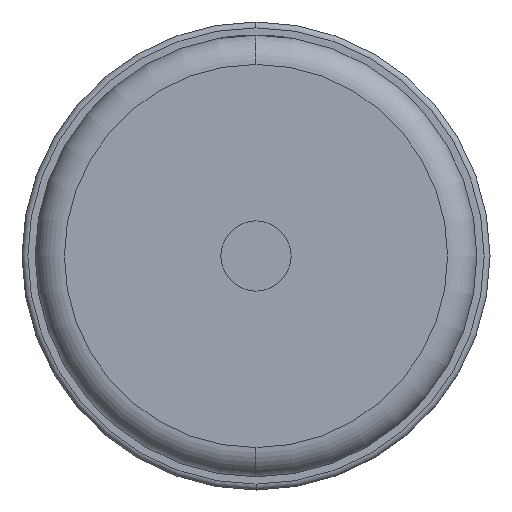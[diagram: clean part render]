
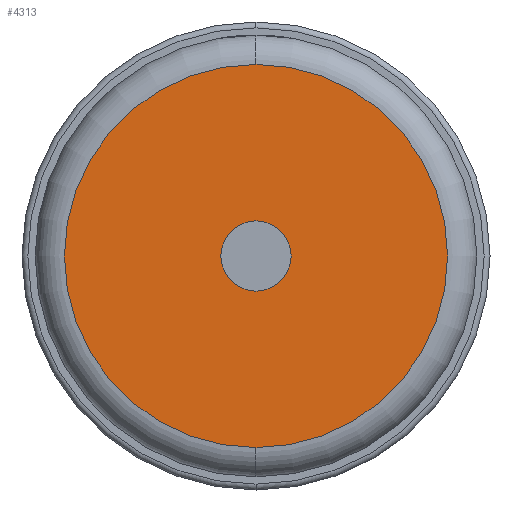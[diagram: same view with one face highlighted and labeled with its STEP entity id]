
A CAD part, left-side view. The second image highlights one B-rep face of the part: STEP entity #4313.
In plain terms, the highlighted planar face has unit normal (-1, 0, 0).
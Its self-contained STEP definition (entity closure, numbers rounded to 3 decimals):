
#193 = DIRECTION ( 'NONE',  ( -1., 0., 0. ) ) ;
#211 = FACE_OUTER_BOUND ( 'NONE', #3130, .T. ) ;
#398 = CARTESIAN_POINT ( 'NONE',  ( 0., 0., 32.75 ) ) ;
#460 = CARTESIAN_POINT ( 'NONE',  ( 0., 0., 0. ) ) ;
#541 = VERTEX_POINT ( 'NONE', #1965 ) ;
#633 = DIRECTION ( 'NONE',  ( 1., 0., 0. ) ) ;
#681 = VERTEX_POINT ( 'NONE', #3597 ) ;
#793 = CIRCLE ( 'NONE', #1147, 6. ) ;
#944 = DIRECTION ( 'NONE',  ( 0., 0., -1. ) ) ;
#1001 = PLANE ( 'NONE',  #2333 ) ;
#1147 = AXIS2_PLACEMENT_3D ( 'NONE', #4470, #193, #944 ) ;
#1171 = CARTESIAN_POINT ( 'NONE',  ( 0., 0., -32.75 ) ) ;
#1203 = EDGE_CURVE ( 'NONE', #681, #541, #793, .T. ) ;
#1542 = CIRCLE ( 'NONE', #3226, 32.75 ) ;
#1554 = EDGE_LOOP ( 'NONE', ( #2826, #2389 ) ) ;
#1606 = EDGE_CURVE ( 'NONE', #4527, #3919, #4998, .T. ) ;
#1644 = CARTESIAN_POINT ( 'NONE',  ( 0., 0., 0. ) ) ;
#1745 = DIRECTION ( 'NONE',  ( 0., 0., -1. ) ) ;
#1939 = AXIS2_PLACEMENT_3D ( 'NONE', #460, #3552, #4343 ) ;
#1965 = CARTESIAN_POINT ( 'NONE',  ( 0., 0., -6. ) ) ;
#2137 = ORIENTED_EDGE ( 'NONE', *, *, #1606, .T. ) ;
#2298 = CARTESIAN_POINT ( 'NONE',  ( 0., 0., 0. ) ) ;
#2333 = AXIS2_PLACEMENT_3D ( 'NONE', #2578, #633, #1745 ) ;
#2389 = ORIENTED_EDGE ( 'NONE', *, *, #1203, .F. ) ;
#2578 = CARTESIAN_POINT ( 'NONE',  ( 0., 0., 0. ) ) ;
#2652 = AXIS2_PLACEMENT_3D ( 'NONE', #1644, #3227, #3992 ) ;
#2826 = ORIENTED_EDGE ( 'NONE', *, *, #3563, .F. ) ;
#2945 = CIRCLE ( 'NONE', #1939, 6. ) ;
#3130 = EDGE_LOOP ( 'NONE', ( #4560, #2137 ) ) ;
#3171 = EDGE_CURVE ( 'NONE', #3919, #4527, #1542, .T. ) ;
#3226 = AXIS2_PLACEMENT_3D ( 'NONE', #2298, #4280, #3558 ) ;
#3227 = DIRECTION ( 'NONE',  ( -1., 0., 0. ) ) ;
#3552 = DIRECTION ( 'NONE',  ( -1., 0., 0. ) ) ;
#3558 = DIRECTION ( 'NONE',  ( 0., 0., -1. ) ) ;
#3563 = EDGE_CURVE ( 'NONE', #541, #681, #2945, .T. ) ;
#3597 = CARTESIAN_POINT ( 'NONE',  ( 0., 0., 6. ) ) ;
#3919 = VERTEX_POINT ( 'NONE', #1171 ) ;
#3992 = DIRECTION ( 'NONE',  ( 0., 0., -1. ) ) ;
#4280 = DIRECTION ( 'NONE',  ( -1., 0., 0. ) ) ;
#4313 = ADVANCED_FACE ( 'NONE', ( #211, #4665 ), #1001, .F. ) ;
#4343 = DIRECTION ( 'NONE',  ( 0., 0., -1. ) ) ;
#4470 = CARTESIAN_POINT ( 'NONE',  ( 0., 0., 0. ) ) ;
#4527 = VERTEX_POINT ( 'NONE', #398 ) ;
#4560 = ORIENTED_EDGE ( 'NONE', *, *, #3171, .T. ) ;
#4665 = FACE_BOUND ( 'NONE', #1554, .T. ) ;
#4998 = CIRCLE ( 'NONE', #2652, 32.75 ) ;
